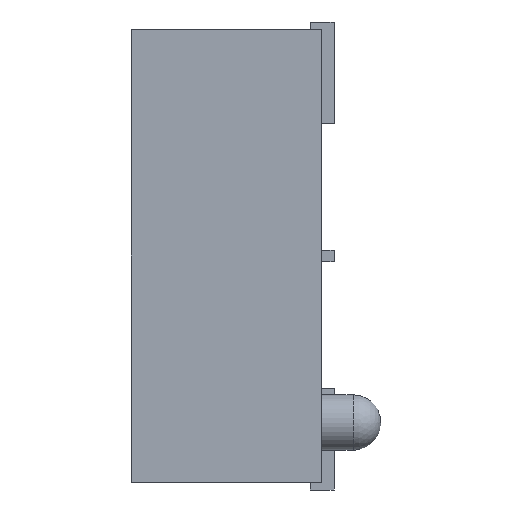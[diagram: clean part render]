
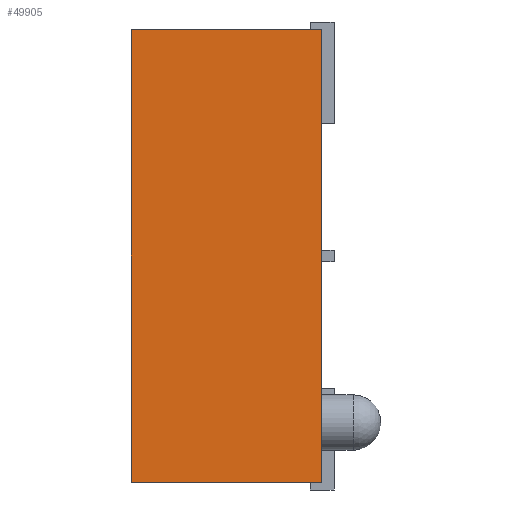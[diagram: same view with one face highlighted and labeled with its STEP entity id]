
A CAD part, left-side view. The second image highlights one B-rep face of the part: STEP entity #49905.
In plain terms, the highlighted planar face has unit normal (-1, 0, 0).
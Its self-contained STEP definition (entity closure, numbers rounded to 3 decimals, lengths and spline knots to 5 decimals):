
#8856=ORIENTED_EDGE('',*,*,#19479,.T.);
#8857=ORIENTED_EDGE('',*,*,#19933,.F.);
#8858=ORIENTED_EDGE('',*,*,#19922,.F.);
#8859=ORIENTED_EDGE('',*,*,#19928,.T.);
#19479=EDGE_CURVE('',#25649,#25648,#31254,.T.);
#19922=EDGE_CURVE('',#26030,#26031,#31697,.T.);
#19928=EDGE_CURVE('',#26030,#25649,#31703,.T.);
#19933=EDGE_CURVE('',#26031,#25648,#31708,.T.);
#25648=VERTEX_POINT('',#74921);
#25649=VERTEX_POINT('',#74923);
#26030=VERTEX_POINT('',#75748);
#26031=VERTEX_POINT('',#75750);
#31254=LINE('',#74922,#38117);
#31697=LINE('',#75749,#38560);
#31703=LINE('',#75760,#38566);
#31708=LINE('',#75767,#38571);
#38117=VECTOR('',#61046,39.37008);
#38560=VECTOR('',#61493,39.37008);
#38566=VECTOR('',#61501,39.37008);
#38571=VECTOR('',#61510,39.37008);
#42730=EDGE_LOOP('',(#8856,#8857,#8858,#8859));
#45211=FACE_BOUND('',#42730,.T.);
#47439=PLANE('',#52914);
#49905=ADVANCED_FACE('',(#45211),#47439,.F.);
#52914=AXIS2_PLACEMENT_3D('',#75766,#61508,#61509);
#61046=DIRECTION('',(0.,0.,1.));
#61493=DIRECTION('',(0.,0.,1.));
#61501=DIRECTION('',(0.,-1.,0.));
#61508=DIRECTION('',(1.,0.,0.));
#61509=DIRECTION('',(0.,0.,-1.));
#61510=DIRECTION('',(0.,-1.,0.));
#74921=CARTESIAN_POINT('',(-0.81325,0.,0.1425));
#74922=CARTESIAN_POINT('',(-0.81325,0.,-0.1425));
#74923=CARTESIAN_POINT('',(-0.81325,0.,-0.1425));
#75748=CARTESIAN_POINT('',(-0.81325,0.12,-0.1425));
#75749=CARTESIAN_POINT('',(-0.81325,0.12,-0.1425));
#75750=CARTESIAN_POINT('',(-0.81325,0.12,0.1425));
#75760=CARTESIAN_POINT('',(-0.81325,0.12,-0.1425));
#75766=CARTESIAN_POINT('',(-0.81325,0.12,-0.1425));
#75767=CARTESIAN_POINT('',(-0.81325,0.12,0.1425));
